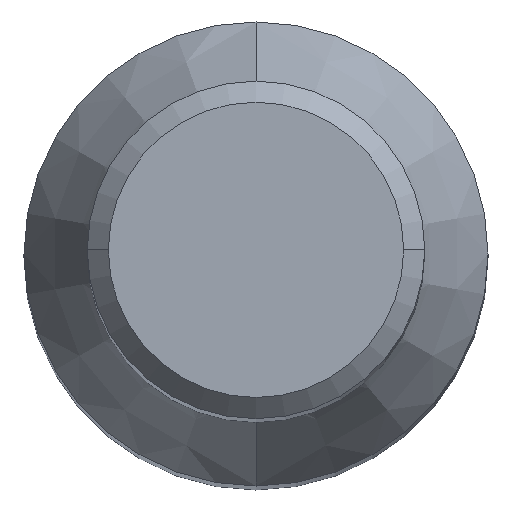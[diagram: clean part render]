
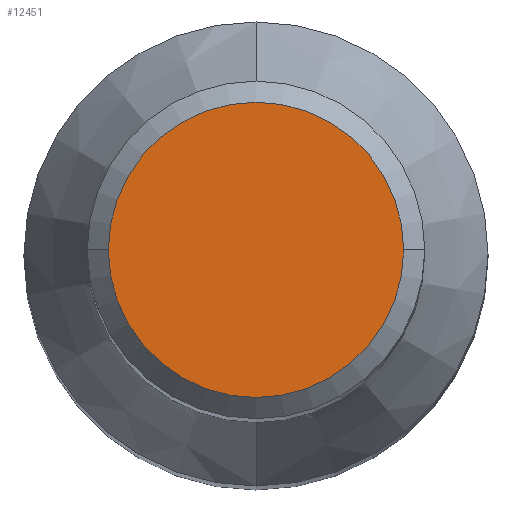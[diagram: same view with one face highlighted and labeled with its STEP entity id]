
A CAD part, top view. The second image highlights one B-rep face of the part: STEP entity #12451.
In plain terms, the highlighted planar face has unit normal (0, 0, 1).
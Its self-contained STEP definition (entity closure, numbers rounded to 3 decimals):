
#441 = DIRECTION ( 'NONE',  ( 0., 0., 1. ) ) ;
#784 = CARTESIAN_POINT ( 'NONE',  ( 0., 0., 110. ) ) ;
#1185 = DIRECTION ( 'NONE',  ( 1., 0., 0. ) ) ;
#1240 = DIRECTION ( 'NONE',  ( 0., 0., 1. ) ) ;
#1255 = EDGE_CURVE ( 'NONE', #8141, #13188, #7694, .T. ) ;
#2147 = FACE_OUTER_BOUND ( 'NONE', #8200, .T. ) ;
#2965 = DIRECTION ( 'NONE',  ( 1., 0., 0. ) ) ;
#3956 = ORIENTED_EDGE ( 'NONE', *, *, #1255, .T. ) ;
#4017 = DIRECTION ( 'NONE',  ( 0., 0., 1. ) ) ;
#4677 = CARTESIAN_POINT ( 'NONE',  ( -3.5, 0., 110. ) ) ;
#5299 = AXIS2_PLACEMENT_3D ( 'NONE', #7361, #441, #2965 ) ;
#5603 = CIRCLE ( 'NONE', #5299, 3.5 ) ;
#6121 = DIRECTION ( 'NONE',  ( 1., 0., 0. ) ) ;
#7361 = CARTESIAN_POINT ( 'NONE',  ( 0., 0., 110. ) ) ;
#7694 = CIRCLE ( 'NONE', #13915, 3.5 ) ;
#8141 = VERTEX_POINT ( 'NONE', #9069 ) ;
#8200 = EDGE_LOOP ( 'NONE', ( #11646, #3956 ) ) ;
#8222 = PLANE ( 'NONE',  #11878 ) ;
#9069 = CARTESIAN_POINT ( 'NONE',  ( 3.5, 0., 110. ) ) ;
#10918 = CARTESIAN_POINT ( 'NONE',  ( 0., 0., 110. ) ) ;
#11646 = ORIENTED_EDGE ( 'NONE', *, *, #13234, .T. ) ;
#11878 = AXIS2_PLACEMENT_3D ( 'NONE', #784, #4017, #6121 ) ;
#12451 = ADVANCED_FACE ( 'NONE', ( #2147 ), #8222, .T. ) ;
#13188 = VERTEX_POINT ( 'NONE', #4677 ) ;
#13234 = EDGE_CURVE ( 'NONE', #13188, #8141, #5603, .T. ) ;
#13915 = AXIS2_PLACEMENT_3D ( 'NONE', #10918, #1240, #1185 ) ;
